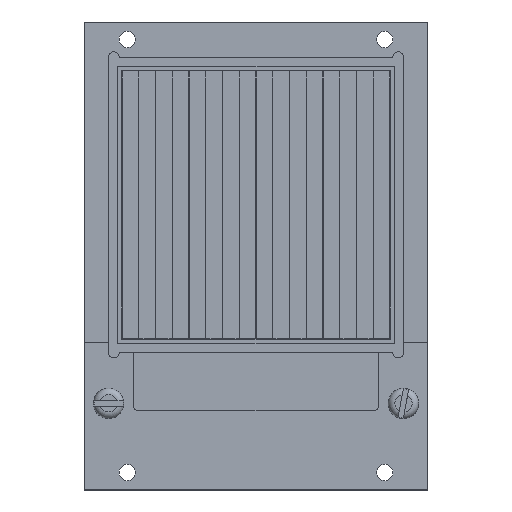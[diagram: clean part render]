
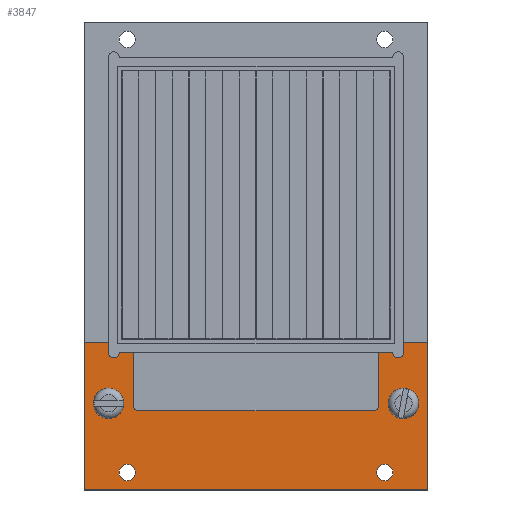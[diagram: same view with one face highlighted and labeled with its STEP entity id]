
A CAD part, top view. The second image highlights one B-rep face of the part: STEP entity #3847.
In plain terms, the highlighted planar face has unit normal (0, 0, 1).
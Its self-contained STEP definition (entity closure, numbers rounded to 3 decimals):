
#170=CARTESIAN_POINT('',(9.1,25.4,5.4));
#171=VERTEX_POINT('',#170);
#179=CARTESIAN_POINT('',(54.4,25.4,5.4));
#180=VERTEX_POINT('',#179);
#187=CARTESIAN_POINT('',(57.05,25.4,5.4));
#188=VERTEX_POINT('',#187);
#189=CARTESIAN_POINT('',(54.4,25.4,5.4));
#190=DIRECTION('',(1.0,0.0,0.0));
#191=VECTOR('',#190,2.65);
#192=LINE('',#189,#191);
#193=EDGE_CURVE('',#180,#188,#192,.T.);
#211=CARTESIAN_POINT('',(6.45,25.4,5.4));
#212=VERTEX_POINT('',#211);
#219=CARTESIAN_POINT('',(6.45,25.4,5.4));
#220=DIRECTION('',(1.0,0.0,0.0));
#221=VECTOR('',#220,2.65);
#222=LINE('',#219,#221);
#223=EDGE_CURVE('',#212,#171,#222,.T.);
#372=CARTESIAN_POINT('',(53.4,14.6,5.4));
#373=VERTEX_POINT('',#372);
#380=CARTESIAN_POINT('',(54.4,15.6,5.4));
#381=VERTEX_POINT('',#380);
#382=CARTESIAN_POINT('',(53.4,15.6,5.4));
#383=DIRECTION('',(0.0,0.0,1.0));
#384=DIRECTION('',(0.707,-0.707,0.0));
#385=AXIS2_PLACEMENT_3D('',#382,#383,#384);
#386=CIRCLE('',#385,1.0);
#387=EDGE_CURVE('',#373,#381,#386,.T.);
#405=CARTESIAN_POINT('',(54.4,15.6,5.4));
#406=DIRECTION('',(0.0,1.0,0.0));
#407=VECTOR('',#406,9.8);
#408=LINE('',#405,#407);
#409=EDGE_CURVE('',#381,#180,#408,.T.);
#421=CARTESIAN_POINT('',(9.1,15.6,5.4));
#422=VERTEX_POINT('',#421);
#429=CARTESIAN_POINT('',(10.1,14.6,5.4));
#430=VERTEX_POINT('',#429);
#431=CARTESIAN_POINT('',(10.1,15.6,5.4));
#432=DIRECTION('',(0.0,0.0,1.0));
#433=DIRECTION('',(-0.707,-0.707,0.0));
#434=AXIS2_PLACEMENT_3D('',#431,#432,#433);
#435=CIRCLE('',#434,1.0);
#436=EDGE_CURVE('',#422,#430,#435,.T.);
#456=CARTESIAN_POINT('',(10.1,14.6,5.4));
#457=DIRECTION('',(1.0,0.0,0.0));
#458=VECTOR('',#457,43.3);
#459=LINE('',#456,#458);
#460=EDGE_CURVE('',#430,#373,#459,.T.);
#3281=CARTESIAN_POINT('',(57.05,3.23,5.4));
#3282=VERTEX_POINT('',#3281);
#3283=CARTESIAN_POINT('',(55.55,3.23,5.4));
#3284=DIRECTION('',(0.0,0.0,-1.0));
#3285=DIRECTION('',(1.0,0.0,0.0));
#3286=AXIS2_PLACEMENT_3D('',#3283,#3284,#3285);
#3287=CIRCLE('',#3286,1.5);
#3288=EDGE_CURVE('',#3282,#3282,#3287,.T.);
#3309=CARTESIAN_POINT('',(9.45,3.23,5.4));
#3310=VERTEX_POINT('',#3309);
#3311=CARTESIAN_POINT('',(7.95,3.23,5.4));
#3312=DIRECTION('',(0.0,0.0,-1.0));
#3313=DIRECTION('',(1.0,0.0,0.0));
#3314=AXIS2_PLACEMENT_3D('',#3311,#3312,#3313);
#3315=CIRCLE('',#3314,1.5);
#3316=EDGE_CURVE('',#3310,#3310,#3315,.T.);
#3337=CARTESIAN_POINT('',(60.5,16.0,5.4));
#3338=VERTEX_POINT('',#3337);
#3339=CARTESIAN_POINT('',(59.0,16.0,5.4));
#3340=DIRECTION('',(0.0,0.0,-1.0));
#3341=DIRECTION('',(1.0,0.0,0.0));
#3342=AXIS2_PLACEMENT_3D('',#3339,#3340,#3341);
#3343=CIRCLE('',#3342,1.5);
#3344=EDGE_CURVE('',#3338,#3338,#3343,.T.);
#3365=CARTESIAN_POINT('',(6.,16.0,5.4));
#3366=VERTEX_POINT('',#3365);
#3367=CARTESIAN_POINT('',(4.5,16.0,5.4));
#3368=DIRECTION('',(0.0,0.0,-1.0));
#3369=DIRECTION('',(1.0,0.0,0.0));
#3370=AXIS2_PLACEMENT_3D('',#3367,#3368,#3369);
#3371=CIRCLE('',#3370,1.5);
#3372=EDGE_CURVE('',#3366,#3366,#3371,.T.);
#3675=CARTESIAN_POINT('',(59.05,27.3,5.4));
#3676=VERTEX_POINT('',#3675);
#3677=CARTESIAN_POINT('',(63.5,27.3,5.4));
#3678=VERTEX_POINT('',#3677);
#3679=CARTESIAN_POINT('',(59.05,27.3,5.4));
#3680=DIRECTION('',(1.0,0.0,0.0));
#3681=VECTOR('',#3680,4.45);
#3682=LINE('',#3679,#3681);
#3683=EDGE_CURVE('',#3676,#3678,#3682,.T.);
#3715=CARTESIAN_POINT('',(0.0,27.3,5.4));
#3716=VERTEX_POINT('',#3715);
#3717=CARTESIAN_POINT('',(4.45,27.3,5.4));
#3718=VERTEX_POINT('',#3717);
#3719=CARTESIAN_POINT('',(0.0,27.3,5.4));
#3720=DIRECTION('',(1.0,0.0,0.0));
#3721=VECTOR('',#3720,4.45);
#3722=LINE('',#3719,#3721);
#3723=EDGE_CURVE('',#3716,#3718,#3722,.T.);
#3758=CARTESIAN_POINT('',(9.1,25.4,5.4));
#3759=DIRECTION('',(0.0,-1.0,0.0));
#3760=VECTOR('',#3759,9.8);
#3761=LINE('',#3758,#3760);
#3762=EDGE_CURVE('',#171,#422,#3761,.T.);
#3767=CARTESIAN_POINT('',(31.75,11.814,5.4));
#3768=DIRECTION('',(0.0,0.0,1.0));
#3769=DIRECTION('',(1.0,0.0,0.0));
#3770=AXIS2_PLACEMENT_3D('',#3767,#3768,#3769);
#3771=PLANE('',#3770);
#3772=CARTESIAN_POINT('',(59.05,25.4,5.4));
#3773=VERTEX_POINT('',#3772);
#3774=CARTESIAN_POINT('',(59.05,25.4,5.4));
#3775=DIRECTION('',(0.0,1.0,0.0));
#3776=VECTOR('',#3775,1.9);
#3777=LINE('',#3774,#3776);
#3778=EDGE_CURVE('',#3773,#3676,#3777,.T.);
#3779=ORIENTED_EDGE('',*,*,#3778,.F.);
#3780=CARTESIAN_POINT('',(58.05,25.4,5.4));
#3781=DIRECTION('',(0.0,0.0,1.0));
#3782=DIRECTION('',(1.0,0.0,0.0));
#3783=AXIS2_PLACEMENT_3D('',#3780,#3781,#3782);
#3784=CIRCLE('',#3783,1.);
#3785=EDGE_CURVE('',#188,#3773,#3784,.T.);
#3786=ORIENTED_EDGE('',*,*,#3785,.F.);
#3787=ORIENTED_EDGE('',*,*,#193,.F.);
#3788=ORIENTED_EDGE('',*,*,#409,.F.);
#3789=ORIENTED_EDGE('',*,*,#387,.F.);
#3790=ORIENTED_EDGE('',*,*,#460,.F.);
#3791=ORIENTED_EDGE('',*,*,#436,.F.);
#3792=ORIENTED_EDGE('',*,*,#3762,.F.);
#3793=ORIENTED_EDGE('',*,*,#223,.F.);
#3794=CARTESIAN_POINT('',(4.45,25.4,5.4));
#3795=VERTEX_POINT('',#3794);
#3796=CARTESIAN_POINT('',(5.45,25.4,5.4));
#3797=DIRECTION('',(0.0,0.0,1.0));
#3798=DIRECTION('',(1.0,0.0,0.0));
#3799=AXIS2_PLACEMENT_3D('',#3796,#3797,#3798);
#3800=CIRCLE('',#3799,1.0);
#3801=EDGE_CURVE('',#3795,#212,#3800,.T.);
#3802=ORIENTED_EDGE('',*,*,#3801,.F.);
#3803=CARTESIAN_POINT('',(4.45,27.3,5.4));
#3804=DIRECTION('',(0.0,-1.0,0.0));
#3805=VECTOR('',#3804,1.9);
#3806=LINE('',#3803,#3805);
#3807=EDGE_CURVE('',#3718,#3795,#3806,.T.);
#3808=ORIENTED_EDGE('',*,*,#3807,.F.);
#3809=ORIENTED_EDGE('',*,*,#3723,.F.);
#3810=CARTESIAN_POINT('',(0.0,0.0,5.4));
#3811=VERTEX_POINT('',#3810);
#3812=CARTESIAN_POINT('',(0.0,0.0,5.4));
#3813=DIRECTION('',(0.0,1.0,0.0));
#3814=VECTOR('',#3813,27.3);
#3815=LINE('',#3812,#3814);
#3816=EDGE_CURVE('',#3811,#3716,#3815,.T.);
#3817=ORIENTED_EDGE('',*,*,#3816,.F.);
#3818=CARTESIAN_POINT('',(63.5,0.0,5.4));
#3819=VERTEX_POINT('',#3818);
#3820=CARTESIAN_POINT('',(63.5,0.,5.4));
#3821=DIRECTION('',(-1.0,0.0,0.0));
#3822=VECTOR('',#3821,63.5);
#3823=LINE('',#3820,#3822);
#3824=EDGE_CURVE('',#3819,#3811,#3823,.T.);
#3825=ORIENTED_EDGE('',*,*,#3824,.F.);
#3826=CARTESIAN_POINT('',(63.5,27.3,5.4));
#3827=DIRECTION('',(0.0,-1.0,0.0));
#3828=VECTOR('',#3827,27.3);
#3829=LINE('',#3826,#3828);
#3830=EDGE_CURVE('',#3678,#3819,#3829,.T.);
#3831=ORIENTED_EDGE('',*,*,#3830,.F.);
#3832=ORIENTED_EDGE('',*,*,#3683,.F.);
#3833=EDGE_LOOP('',(#3779,#3786,#3787,#3788,#3789,#3790,#3791,#3792,#3793,#3802,#3808,#3809,#3817,#3825,#3831,#3832));
#3834=FACE_OUTER_BOUND('',#3833,.T.);
#3835=ORIENTED_EDGE('',*,*,#3288,.T.);
#3836=EDGE_LOOP('',(#3835));
#3837=FACE_BOUND('',#3836,.T.);
#3838=ORIENTED_EDGE('',*,*,#3316,.T.);
#3839=EDGE_LOOP('',(#3838));
#3840=FACE_BOUND('',#3839,.T.);
#3841=ORIENTED_EDGE('',*,*,#3344,.T.);
#3842=EDGE_LOOP('',(#3841));
#3843=FACE_BOUND('',#3842,.T.);
#3844=ORIENTED_EDGE('',*,*,#3372,.T.);
#3845=EDGE_LOOP('',(#3844));
#3846=FACE_BOUND('',#3845,.T.);
#3847=ADVANCED_FACE('',(#3834,#3837,#3840,#3843,#3846),#3771,.T.);
